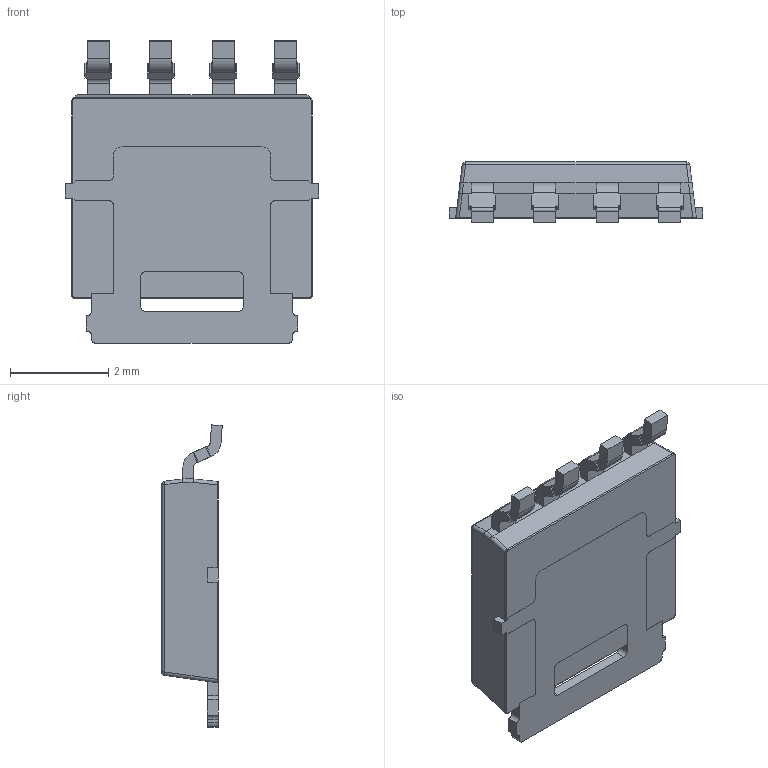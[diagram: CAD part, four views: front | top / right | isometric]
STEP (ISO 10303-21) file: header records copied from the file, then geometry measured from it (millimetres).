
FILE_DESCRIPTION (( 'STEP AP214' ), '1' );
FILE_NAME ('NVMYS8D0N04CTWG.STEP', '2024-06-28T11:48:39', ( '' ), ( '' ), 'SwSTEP 2.0', 'SolidWorks 2023', '' );
FILE_SCHEMA (( 'AUTOMOTIVE_DESIGN' ));
Length unit declared in the file: millimetre
Products named in the file (1): NVMYS8D0N04CTWG
Bounding box: 5.15 x 1.23 x 6.15 mm (x, y, z)
Volume: 23.4 mm3; surface area: 99.9 mm2
Topology: 2 solids, 2 shells, 241 faces, 672 edges, 436 vertices
Faces by surface type: plane 147, cylinder 85, bspline 5, sphere 4
Entity records: 10410 total; most frequent: CARTESIAN_POINT 1465, ORIENTED_EDGE 1344, DIRECTION 1287, EDGE_CURVE 672, LINE 495, VECTOR 495, VERTEX_POINT 436, AXIS2_PLACEMENT_3D 396
